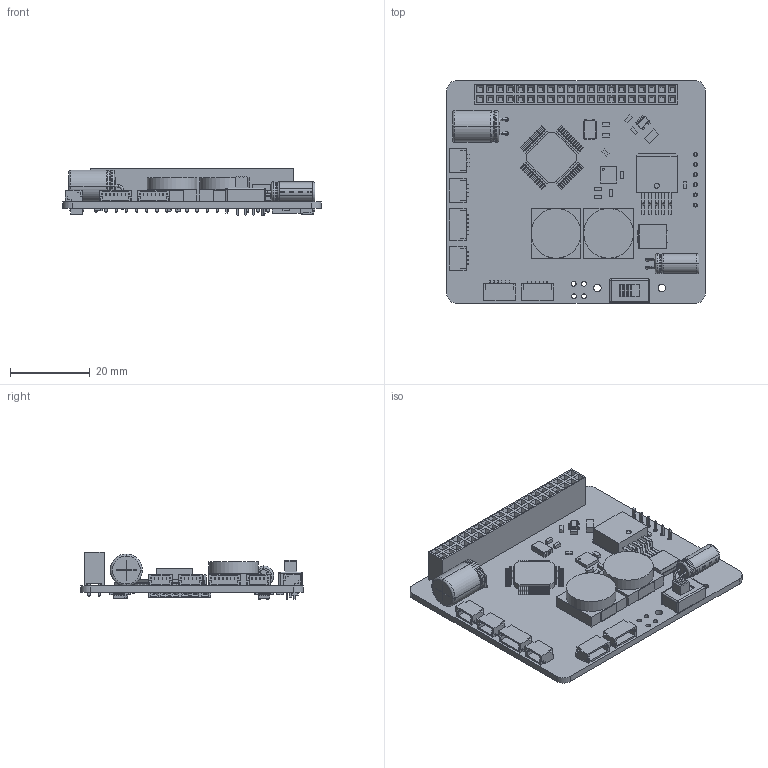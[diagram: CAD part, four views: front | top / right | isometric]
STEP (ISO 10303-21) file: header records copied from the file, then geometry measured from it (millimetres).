
FILE_DESCRIPTION(('Open CASCADE Model'),'2;1');
FILE_NAME('Open CASCADE Shape Model','2020-02-17T02:53:19',('Author'),( 'Open CASCADE'),'Open CASCADE STEP processor 6.8','Open CASCADE 6.8' ,'Unknown');
FILE_SCHEMA(('AUTOMOTIVE_DESIGN { 1 0 10303 214 1 1 1 1 }'));
Length unit declared in the file: millimetre
Products named in the file (114): PCB; BoardFC_PiHat_REV1; J7FC_PiHat_REV1; SM06B-SRSS-TB; C10FC_PiHat_REV1; User_Library-Cap_electro_8x11_5x3_5mm_RA; J11FC_PiHat_REV1; User_Library-EG1940-ND; D4FC_PiHat_REV1; User_Library-RGB_LED_Zwart_ASMT-YTC2-0AA02; Pootje_RGB_LED; ASMT-YTC2-0AA02; D3FC_PiHat_REV1; D2FC_PiHat_REV1; D1FC_PiHat_REV1; S1FC_PiHat_REV1; 5843174976; Open_CASCADE_STEP_translator_6.8_14.1; Body; Open_CASCADE_STEP_translator_6.8_14.2.1; Thermal_Shape; Pin_Shape; R14FC_PiHat_REV1; 6063442624; Extruded; R13FC_PiHat_REV1; R12FC_PiHat_REV1; R11FC_PiHat_REV1; R10FC_PiHat_REV1; R9FC_PiHat_REV1; 6063442432; R8FC_PiHat_REV1; R7FC_PiHat_REV1; 6063441088; R6FC_PiHat_REV1; R5FC_PiHat_REV1; R4FC_PiHat_REV1; R3FC_PiHat_REV1; R2FC_PiHat_REV1; R1FC_PiHat_REV1 ...
Assembly tree (245 placements, depth 5):
  PCB
    BoardFC_PiHat_REV1
    J7FC_PiHat_REV1
      SM06B-SRSS-TB
    C10FC_PiHat_REV1
      User_Library-Cap_electro_8x11_5x3_5mm_RA
    J11FC_PiHat_REV1
      User_Library-EG1940-ND
    D4FC_PiHat_REV1
      User_Library-RGB_LED_Zwart_ASMT-YTC2-0AA02
        Pootje_RGB_LED  x6
        ASMT-YTC2-0AA02
    D3FC_PiHat_REV1
      User_Library-RGB_LED_Zwart_ASMT-YTC2-0AA02
        Pootje_RGB_LED  x6
        ASMT-YTC2-0AA02
    D2FC_PiHat_REV1
      User_Library-RGB_LED_Zwart_ASMT-YTC2-0AA02
        Pootje_RGB_LED  x6
        ASMT-YTC2-0AA02
    D1FC_PiHat_REV1
      User_Library-RGB_LED_Zwart_ASMT-YTC2-0AA02
        Pootje_RGB_LED  x6
        ASMT-YTC2-0AA02
    S1FC_PiHat_REV1
      5843174976
        Open_CASCADE_STEP_translator_6.8_14.1
        Body
          Open_CASCADE_STEP_translator_6.8_14.2.1
        Thermal_Shape
        Pin_Shape  x24
    R14FC_PiHat_REV1
      6063442624
        Extruded
    R13FC_PiHat_REV1
      6063442624
        Extruded
    R12FC_PiHat_REV1
      6063442624
        Extruded
    R11FC_PiHat_REV1
      6063442624
        Extruded
    R10FC_PiHat_REV1
      6063442624
        Extruded
    R9FC_PiHat_REV1
      6063442432
        Extruded
    R8FC_PiHat_REV1
      6063442624
        Extruded
    R7FC_PiHat_REV1
      6063441088
        Extruded
    R6FC_PiHat_REV1
      6063442624
        Extruded
    R5FC_PiHat_REV1
      6063442624
Bounding box: 65 x 56 x 12 mm (x, y, z)
Volume: 10696.7 mm3; surface area: 18536.3 mm2
Topology: 204 solids, 214 shells, 4921 faces, 11160 edges, 6794 vertices
Faces by surface type: plane 4080, cylinder 725, torus 80, bspline 20, sphere 16
Full cylindrical faces by diameter (mm): 0.512 x1, 0.8 x2, 1 x8, 1.2 x44, 1.288 x1, 1.5 x6, 1.9 x2, 12.5 x2
Entity records: 66591 total; most frequent: CARTESIAN_POINT 11444, DIRECTION 9562, ORIENTED_EDGE 9162, EDGE_CURVE 4636, LINE 3818, VECTOR 3818, VERTEX_POINT 2914, AXIS2_PLACEMENT_3D 2872
